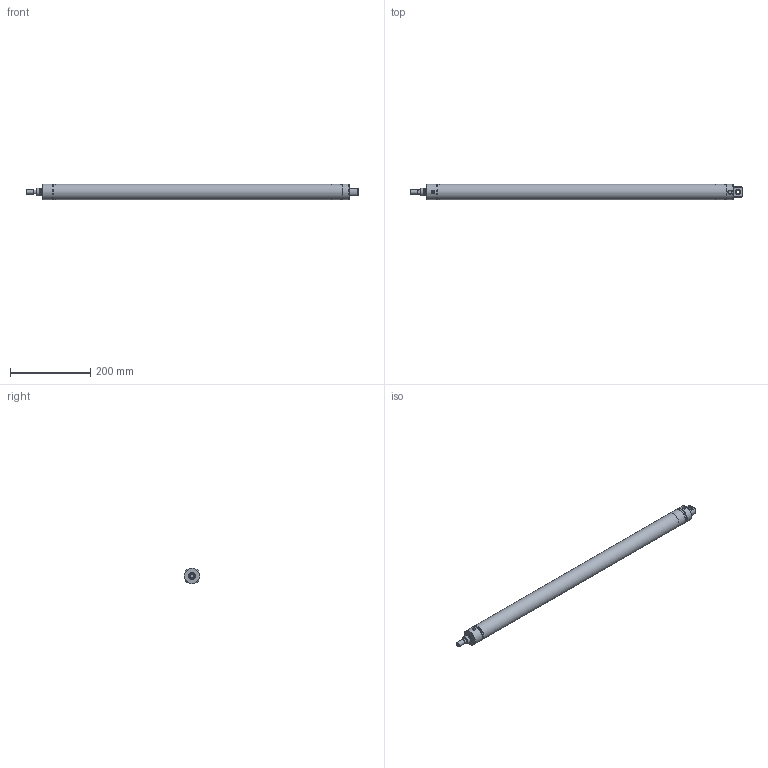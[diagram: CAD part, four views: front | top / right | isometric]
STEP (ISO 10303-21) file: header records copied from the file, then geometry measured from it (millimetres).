
FILE_DESCRIPTION( ( 'STEP AP214' ), ' ' );
FILE_NAME( 'SR-1727-DPY.stp', '2016-01-27T04:09:07', ( '' ), ( '' ), ' ', 'PARTsolutions', ' ' );
FILE_SCHEMA( ( 'AUTOMOTIVE_DESIGN { 1 0 10303 214 1 1 1 1 }' ) );
Length unit declared in the file: inch
Products named in the file (7): SR-1727-DPY; _SR-1727-DPSRY0000_0_dummy; _17R000-0_rod_guide; _17R-28.30250SR; _17P0Y000_rear_head; _D-5775; _SR-1727-DPY0_rod
Assembly tree (6 placements, depth 2):
  SR-1727-DPY
    _SR-1727-DPSRY0000_0_dummy
    _17R000-0_rod_guide
    _17R-28.30250SR
    _17P0Y000_rear_head
    _D-5775
    _SR-1727-DPY0_rod
Bounding box: 825.63 x 39.54 x 39.54 mm (x, y, z)
Volume: 214302.9 mm3; surface area: 227659.8 mm2
Topology: 5 solids, 5 shells, 88 faces, 177 edges, 107 vertices
Faces by surface type: cylinder 28, cone 28, plane 24, torus 8
Full cylindrical faces by diameter (mm): 6.35 x1, 9.246 x1, 9.627 x1, 11.1 x1, 11.112 x1, 11.227 x1, 12.763 x2, 13.513 x1, 16.599 x1, 18.986 x1, 19.05 x1, 24.613 x1, 36.36 x4, 38.291 x1, 38.392 x3, 39.535 x5
Entity records: 3019 total; most frequent: CARTESIAN_POINT 592, DIRECTION 372, ORIENTED_EDGE 214, AXIS2_PLACEMENT_3D 178, EDGE_LOOP 168, FACE_OUTER_BOUND 122, EDGE_CURVE 107, VERTEX_POINT 98
